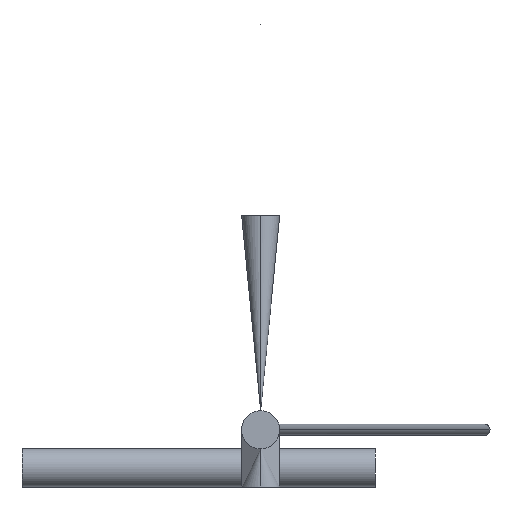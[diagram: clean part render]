
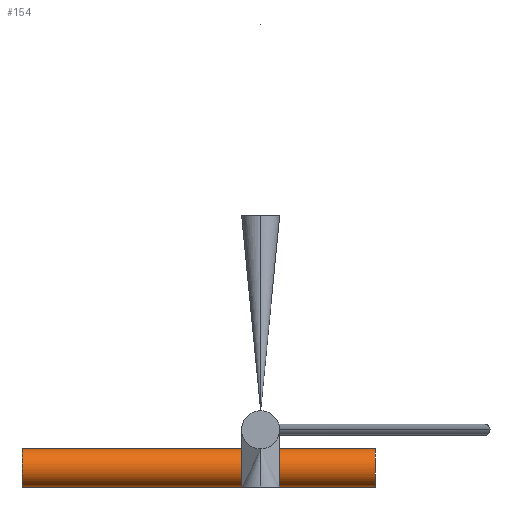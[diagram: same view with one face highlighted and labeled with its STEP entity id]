
A CAD part, left-side view. The second image highlights one B-rep face of the part: STEP entity #154.
In plain terms, the highlighted free-form (B-spline) face has degree [2, 1] with [5, 2] control points.
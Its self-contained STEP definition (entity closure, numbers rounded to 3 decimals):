
#154=ADVANCED_FACE('',(#176),#376,.T.);
#176=FACE_OUTER_BOUND('',#198,.T.);
#198=EDGE_LOOP('',(#267,#268,#269,#270));
#267=ORIENTED_EDGE('',*,*,#305,.T.);
#268=ORIENTED_EDGE('',*,*,#302,.T.);
#269=ORIENTED_EDGE('',*,*,#306,.F.);
#270=ORIENTED_EDGE('',*,*,#304,.F.);
#302=EDGE_CURVE('',#359,#360,#332,.T.);
#304=EDGE_CURVE('',#361,#362,#334,.T.);
#305=EDGE_CURVE('',#361,#359,#335,.T.);
#306=EDGE_CURVE('',#362,#360,#336,.T.);
#332=(
BOUNDED_CURVE()
B_SPLINE_CURVE(1,(#2539,#2540),.UNSPECIFIED.,.F.,.F.)
B_SPLINE_CURVE_WITH_KNOTS((2,2),(330.545,603.508),
 .UNSPECIFIED.)
CURVE()
GEOMETRIC_REPRESENTATION_ITEM()
RATIONAL_B_SPLINE_CURVE((1.,1.))
REPRESENTATION_ITEM('')
);
#334=(
BOUNDED_CURVE()
B_SPLINE_CURVE(1,(#2546,#2547),.UNSPECIFIED.,.F.,.F.)
B_SPLINE_CURVE_WITH_KNOTS((2,2),(330.545,603.508),
 .UNSPECIFIED.)
CURVE()
GEOMETRIC_REPRESENTATION_ITEM()
RATIONAL_B_SPLINE_CURVE((1.,1.))
REPRESENTATION_ITEM('')
);
#335=(
BOUNDED_CURVE()
B_SPLINE_CURVE(2,(#2548,#2549,#2550,#2551,#2552),.UNSPECIFIED.,.F.,.F.)
B_SPLINE_CURVE_WITH_KNOTS((3,2,3),(15.708,23.562,31.416),
 .UNSPECIFIED.)
CURVE()
GEOMETRIC_REPRESENTATION_ITEM()
RATIONAL_B_SPLINE_CURVE((1.,0.707,1.,0.707,1.))
REPRESENTATION_ITEM('')
);
#336=(
BOUNDED_CURVE()
B_SPLINE_CURVE(2,(#2553,#2554,#2555,#2556,#2557),.UNSPECIFIED.,.F.,.F.)
B_SPLINE_CURVE_WITH_KNOTS((3,2,3),(15.708,23.562,31.416),
 .UNSPECIFIED.)
CURVE()
GEOMETRIC_REPRESENTATION_ITEM()
RATIONAL_B_SPLINE_CURVE((1.,0.707,1.,0.707,1.))
REPRESENTATION_ITEM('')
);
#359=VERTEX_POINT('',#2530);
#360=VERTEX_POINT('',#2531);
#361=VERTEX_POINT('',#2532);
#362=VERTEX_POINT('',#2533);
#376=(
BOUNDED_SURFACE()
B_SPLINE_SURFACE(2,1,((#2520,#2521),(#2522,#2523),(#2524,#2525),(#2526,
#2527),(#2528,#2529)),.UNSPECIFIED.,.F.,.F.,.F.)
B_SPLINE_SURFACE_WITH_KNOTS((3,2,3),(2,2),(15.708,23.562,
31.416),(330.545,603.508),.UNSPECIFIED.)
GEOMETRIC_REPRESENTATION_ITEM()
RATIONAL_B_SPLINE_SURFACE(((1.,1.),(0.707,0.707),
(1.,1.),(0.707,0.707),(1.,1.)))
REPRESENTATION_ITEM('')
SURFACE()
);
#2520=CARTESIAN_POINT('',(3629.734,-78.484,-2.702));
#2521=CARTESIAN_POINT('',(3629.734,14.112,-2.702));
#2522=CARTESIAN_POINT('',(3624.734,-78.484,-2.702));
#2523=CARTESIAN_POINT('',(3624.734,14.112,-2.702));
#2524=CARTESIAN_POINT('',(3624.734,-78.484,2.298));
#2525=CARTESIAN_POINT('',(3624.734,14.112,2.298));
#2526=CARTESIAN_POINT('',(3624.734,-78.484,7.298));
#2527=CARTESIAN_POINT('',(3624.734,14.112,7.298));
#2528=CARTESIAN_POINT('',(3629.734,-78.484,7.298));
#2529=CARTESIAN_POINT('',(3629.734,14.112,7.298));
#2530=CARTESIAN_POINT('',(3629.734,-78.484,7.298));
#2531=CARTESIAN_POINT('',(3629.734,14.112,7.298));
#2532=CARTESIAN_POINT('',(3629.734,-78.484,-2.702));
#2533=CARTESIAN_POINT('',(3629.734,14.112,-2.702));
#2539=CARTESIAN_POINT('',(3629.734,-78.484,7.298));
#2540=CARTESIAN_POINT('',(3629.734,14.112,7.298));
#2546=CARTESIAN_POINT('',(3629.734,-78.484,-2.702));
#2547=CARTESIAN_POINT('',(3629.734,14.112,-2.702));
#2548=CARTESIAN_POINT('',(3629.734,-78.484,-2.702));
#2549=CARTESIAN_POINT('',(3624.734,-78.484,-2.702));
#2550=CARTESIAN_POINT('',(3624.734,-78.484,2.298));
#2551=CARTESIAN_POINT('',(3624.734,-78.484,7.298));
#2552=CARTESIAN_POINT('',(3629.734,-78.484,7.298));
#2553=CARTESIAN_POINT('',(3629.734,14.112,-2.702));
#2554=CARTESIAN_POINT('',(3624.734,14.112,-2.702));
#2555=CARTESIAN_POINT('',(3624.734,14.112,2.298));
#2556=CARTESIAN_POINT('',(3624.734,14.112,7.298));
#2557=CARTESIAN_POINT('',(3629.734,14.112,7.298));
